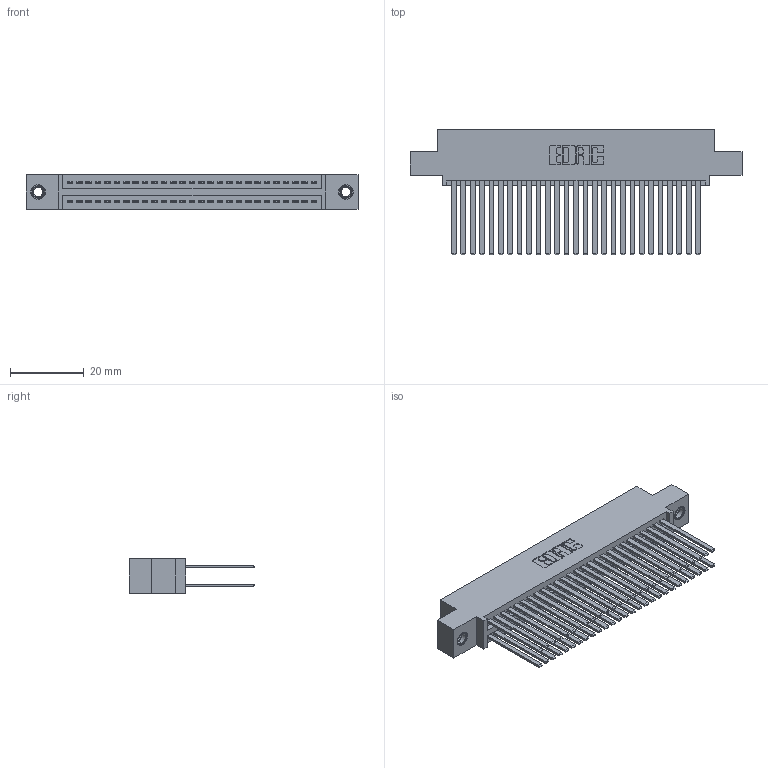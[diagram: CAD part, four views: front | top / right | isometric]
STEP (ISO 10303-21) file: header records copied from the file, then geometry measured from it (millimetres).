
FILE_DESCRIPTION (( 'STEP AP203' ), '1' );
FILE_NAME ('395-054-544-507.STEP', '2019-10-19T17:13:29', ( '' ), ( '' ), 'SwSTEP 2.0', 'SolidWorks 2016', '' );
FILE_SCHEMA (( 'CONFIG_CONTROL_DESIGN' ));
Length unit declared in the file: inch
Products named in the file (4): 345 Part_0.110 Offset - 0.156 Dia-TI; 345-292-001_345-293-144; 345-250-001_345-250-005-103; 395-054-544-507
Assembly tree (57 placements, depth 2):
  395-054-544-507
    345 Part_0.110 Offset - 0.156 Dia-TI
    345-292-001_345-293-144  x54
    345-250-001_345-250-005-103  x2
Bounding box: 89.79 x 33.96 x 9.4 mm (x, y, z)
Volume: 9253.1 mm3; surface area: 15726.4 mm2
Topology: 57 solids, 57 shells, 2566 faces, 7563 edges, 4962 vertices
Faces by surface type: plane 1682, cylinder 868, cone 12, torus 4
Entity records: 24338 total; most frequent: CARTESIAN_POINT 4075, ORIENTED_EDGE 4002, DIRECTION 3635, EDGE_CURVE 2001, LINE 1745, VECTOR 1745, VERTEX_POINT 1328, AXIS2_PLACEMENT_3D 945
